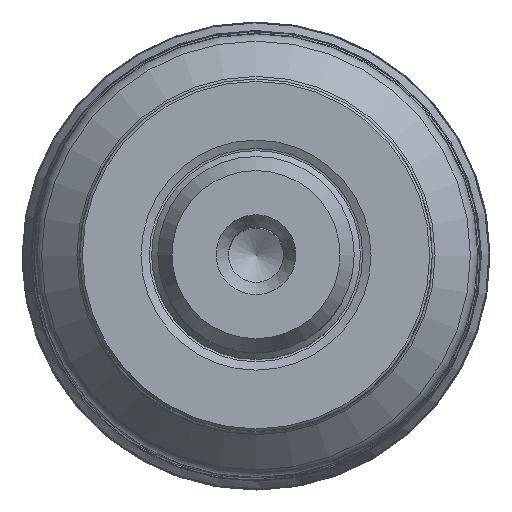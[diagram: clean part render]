
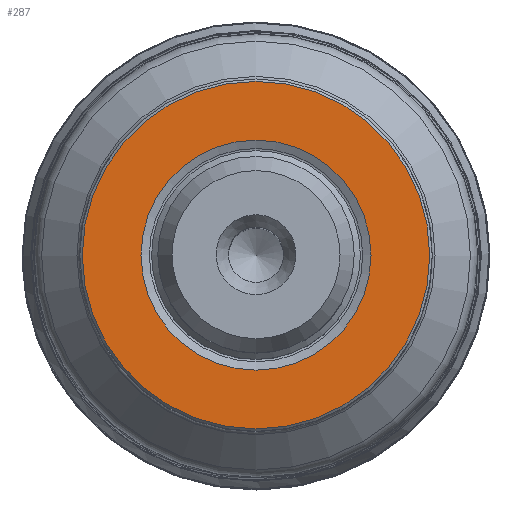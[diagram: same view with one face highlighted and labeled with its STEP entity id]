
A CAD part, top view. The second image highlights one B-rep face of the part: STEP entity #287.
In plain terms, the highlighted planar face has unit normal (0, 0, 1).
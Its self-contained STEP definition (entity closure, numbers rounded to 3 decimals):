
#268=PLANE('',#1188);
#287=ADVANCED_FACE('',(#381,#382),#268,.F.);
#381=FACE_BOUND('',#521,.T.);
#382=FACE_BOUND('',#522,.T.);
#521=EDGE_LOOP('',(#669));
#522=EDGE_LOOP('',(#670));
#669=ORIENTED_EDGE('',*,*,#933,.T.);
#670=ORIENTED_EDGE('',*,*,#932,.T.);
#846=VERTEX_POINT('',#1959);
#847=VERTEX_POINT('',#1962);
#932=EDGE_CURVE('',#846,#846,#1024,.T.);
#933=EDGE_CURVE('',#847,#847,#1025,.T.);
#1024=CIRCLE('',#1185,9.366);
#1025=CIRCLE('',#1187,14.151);
#1185=AXIS2_PLACEMENT_3D('',#1958,#1316,#1317);
#1187=AXIS2_PLACEMENT_3D('',#1961,#1320,#1321);
#1188=AXIS2_PLACEMENT_3D('',#1963,#1322,#1323);
#1316=DIRECTION('',(0.,0.,-1.));
#1317=DIRECTION('',(1.,0.,0.));
#1320=DIRECTION('',(0.,0.,1.));
#1321=DIRECTION('',(1.,0.,0.));
#1322=DIRECTION('',(0.,0.,-1.));
#1323=DIRECTION('',(1.,0.,0.));
#1958=CARTESIAN_POINT('',(0.,0.,44.45));
#1959=CARTESIAN_POINT('',(9.366,0.,44.45));
#1961=CARTESIAN_POINT('',(0.,0.,44.45));
#1962=CARTESIAN_POINT('',(14.151,0.,44.45));
#1963=CARTESIAN_POINT('',(-9.366,0.,44.45));
